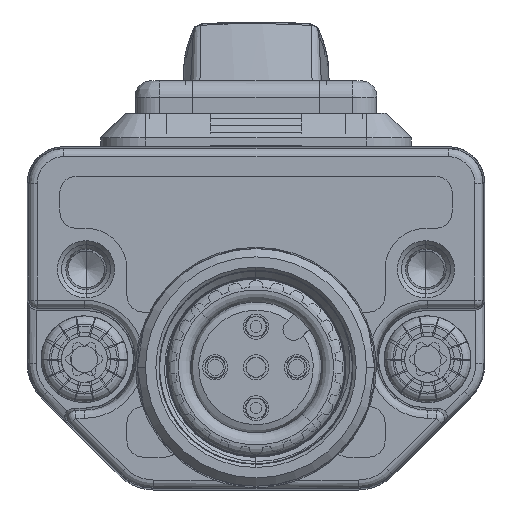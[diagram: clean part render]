
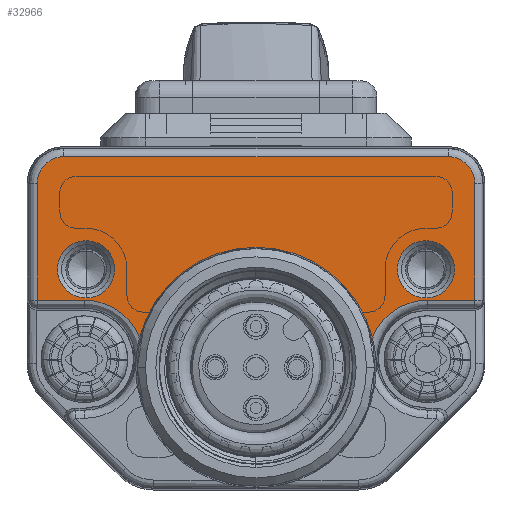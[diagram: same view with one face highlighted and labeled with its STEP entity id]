
A CAD part, left-side view. The second image highlights one B-rep face of the part: STEP entity #32966.
In plain terms, the highlighted face is planar.
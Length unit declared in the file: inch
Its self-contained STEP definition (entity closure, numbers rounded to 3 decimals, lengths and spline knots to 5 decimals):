
#27925=CARTESIAN_POINT('',(13.,13.5,10.3923));
#27926=DIRECTION('',(-1.,0.,0.));
#27927=DIRECTION('',(0.,1.,0.));
#27928=AXIS2_PLACEMENT_3D('',#27925,#27926,#27927);
#27930=CARTESIAN_POINT('',(13.,13.5,10.3923));
#27931=DIRECTION('',(-1.,0.,0.));
#27932=DIRECTION('',(0.,-1.,0.));
#27933=AXIS2_PLACEMENT_3D('',#27930,#27931,#27932);
#27935=CARTESIAN_POINT('',(13.,13.5,-10.3923));
#27936=DIRECTION('',(-1.,0.,0.));
#27937=DIRECTION('',(0.,-1.,0.));
#27938=AXIS2_PLACEMENT_3D('',#27935,#27936,#27937);
#27940=CARTESIAN_POINT('',(13.,13.5,-10.3923));
#27941=DIRECTION('',(-1.,0.,0.));
#27942=DIRECTION('',(0.,1.,0.));
#27943=AXIS2_PLACEMENT_3D('',#27940,#27941,#27942);
#27945=CARTESIAN_POINT('',(13.,8.,-10.5));
#27946=DIRECTION('',(-1.,0.,0.));
#27947=DIRECTION('',(0.,0.359,0.933));
#27948=AXIS2_PLACEMENT_3D('',#27945,#27946,#27947);
#27950=CARTESIAN_POINT('',(13.,7.5,0.));
#27951=DIRECTION('',(1.,0.,0.));
#27952=DIRECTION('',(0.,0.244,-0.97));
#27953=AXIS2_PLACEMENT_3D('',#27950,#27951,#27952);
#27955=CARTESIAN_POINT('',(13.,8.,10.5));
#27956=DIRECTION('',(-1.,0.,0.));
#27957=DIRECTION('',(0.,1.,0.));
#27958=AXIS2_PLACEMENT_3D('',#27955,#27956,#27957);
#27960=DIRECTION('',(0.,0.,-1.));
#27961=VECTOR('',#27960,2.8909);
#27962=CARTESIAN_POINT('',(13.,11.61353,13.3909));
#27963=LINE('',#27962,#27961);
#27964=DIRECTION('',(0.,-1.,0.));
#27965=VECTOR('',#27964,7.13647);
#27966=CARTESIAN_POINT('',(13.,18.75,13.3909));
#27967=LINE('',#27966,#27965);
#27968=CARTESIAN_POINT('',(13.,18.75,11.75));
#27969=DIRECTION('',(1.,0.,0.));
#27970=DIRECTION('',(0.,1.,0.));
#27971=AXIS2_PLACEMENT_3D('',#27968,#27969,#27970);
#27973=DIRECTION('',(0.,0.,1.));
#27974=VECTOR('',#27973,23.5);
#27975=CARTESIAN_POINT('',(13.,20.3909,-11.75));
#27976=LINE('',#27975,#27974);
#27977=CARTESIAN_POINT('',(13.,18.75,-11.75));
#27978=DIRECTION('',(1.,0.,0.));
#27979=DIRECTION('',(0.,0.,-1.));
#27980=AXIS2_PLACEMENT_3D('',#27977,#27978,#27979);
#27982=DIRECTION('',(0.,1.,0.));
#27983=VECTOR('',#27982,7.13647);
#27984=CARTESIAN_POINT('',(13.,11.61353,-13.3909));
#27985=LINE('',#27984,#27983);
#27986=DIRECTION('',(0.,0.,-1.));
#27987=VECTOR('',#27986,2.8909);
#27988=CARTESIAN_POINT('',(13.,11.61353,-10.5));
#27989=LINE('',#27988,#27987);
#28166=CARTESIAN_POINT('',(13.,9.29654,-7.1271));
#28234=CARTESIAN_POINT('',(13.,9.29654,7.12711));
#32244=VERTEX_POINT('',#28166);
#32245=VERTEX_POINT('',#28234);
#32310=CARTESIAN_POINT('',(13.,20.3909,11.75));
#32311=CARTESIAN_POINT('',(13.,18.75,13.3909));
#32312=VERTEX_POINT('',#32310);
#32313=VERTEX_POINT('',#32311);
#32318=CARTESIAN_POINT('',(13.,20.3909,-11.75));
#32319=VERTEX_POINT('',#32318);
#32322=CARTESIAN_POINT('',(13.,18.75,-13.3909));
#32323=VERTEX_POINT('',#32322);
#32350=CARTESIAN_POINT('',(13.,15.25,10.3923));
#32351=CARTESIAN_POINT('',(13.,11.75,10.3923));
#32352=VERTEX_POINT('',#32350);
#32353=VERTEX_POINT('',#32351);
#32354=CARTESIAN_POINT('',(13.,11.75,-10.3923));
#32355=CARTESIAN_POINT('',(13.,15.25,-10.3923));
#32356=VERTEX_POINT('',#32354);
#32357=VERTEX_POINT('',#32355);
#32358=CARTESIAN_POINT('',(13.,11.61353,-10.5));
#32359=VERTEX_POINT('',#32358);
#32360=CARTESIAN_POINT('',(13.,11.61353,-13.3909));
#32361=VERTEX_POINT('',#32360);
#32396=CARTESIAN_POINT('',(13.,11.61353,10.5));
#32397=VERTEX_POINT('',#32396);
#32398=CARTESIAN_POINT('',(13.,11.61353,13.3909));
#32399=VERTEX_POINT('',#32398);
#32927=CARTESIAN_POINT('',(13.,0.,0.));
#32928=DIRECTION('',(1.,0.,0.));
#32929=DIRECTION('',(0.,0.,-1.));
#32930=AXIS2_PLACEMENT_3D('',#32927,#32928,#32929);
#32931=PLANE('',#32930);
#32933=ORIENTED_EDGE('',*,*,#32932,.F.);
#32935=ORIENTED_EDGE('',*,*,#32934,.T.);
#32937=ORIENTED_EDGE('',*,*,#32936,.F.);
#32939=ORIENTED_EDGE('',*,*,#32938,.F.);
#32941=ORIENTED_EDGE('',*,*,#32940,.F.);
#32943=ORIENTED_EDGE('',*,*,#32942,.F.);
#32945=ORIENTED_EDGE('',*,*,#32944,.F.);
#32947=ORIENTED_EDGE('',*,*,#32946,.F.);
#32949=ORIENTED_EDGE('',*,*,#32948,.F.);
#32951=ORIENTED_EDGE('',*,*,#32950,.F.);
#32952=EDGE_LOOP('',(#32933,#32935,#32937,#32939,#32941,#32943,#32945,#32947,
#32949,#32951));
#32953=FACE_OUTER_BOUND('',#32952,.F.);
#32955=ORIENTED_EDGE('',*,*,#32954,.F.);
#32957=ORIENTED_EDGE('',*,*,#32956,.F.);
#32958=EDGE_LOOP('',(#32955,#32957));
#32959=FACE_BOUND('',#32958,.F.);
#32961=ORIENTED_EDGE('',*,*,#32960,.F.);
#32963=ORIENTED_EDGE('',*,*,#32962,.F.);
#32964=EDGE_LOOP('',(#32961,#32963));
#32965=FACE_BOUND('',#32964,.F.);
#32966=ADVANCED_FACE('',(#32953,#32959,#32965),#32931,.T.);
#27929=CIRCLE('',#27928,1.75);
#27934=CIRCLE('',#27933,1.75);
#27939=CIRCLE('',#27938,1.75);
#27944=CIRCLE('',#27943,1.75);
#27949=CIRCLE('',#27948,3.61353);
#27954=CIRCLE('',#27953,7.35);
#27959=CIRCLE('',#27958,3.61353);
#27972=CIRCLE('',#27971,1.6409);
#27981=CIRCLE('',#27980,1.6409);
#32932=EDGE_CURVE('',#32244,#32359,#27949,.T.);
#32934=EDGE_CURVE('',#32244,#32245,#27954,.T.);
#32936=EDGE_CURVE('',#32397,#32245,#27959,.T.);
#32938=EDGE_CURVE('',#32399,#32397,#27963,.T.);
#32940=EDGE_CURVE('',#32313,#32399,#27967,.T.);
#32942=EDGE_CURVE('',#32312,#32313,#27972,.T.);
#32944=EDGE_CURVE('',#32319,#32312,#27976,.T.);
#32946=EDGE_CURVE('',#32323,#32319,#27981,.T.);
#32948=EDGE_CURVE('',#32361,#32323,#27985,.T.);
#32950=EDGE_CURVE('',#32359,#32361,#27989,.T.);
#32954=EDGE_CURVE('',#32352,#32353,#27929,.T.);
#32956=EDGE_CURVE('',#32353,#32352,#27934,.T.);
#32960=EDGE_CURVE('',#32356,#32357,#27939,.T.);
#32962=EDGE_CURVE('',#32357,#32356,#27944,.T.);
